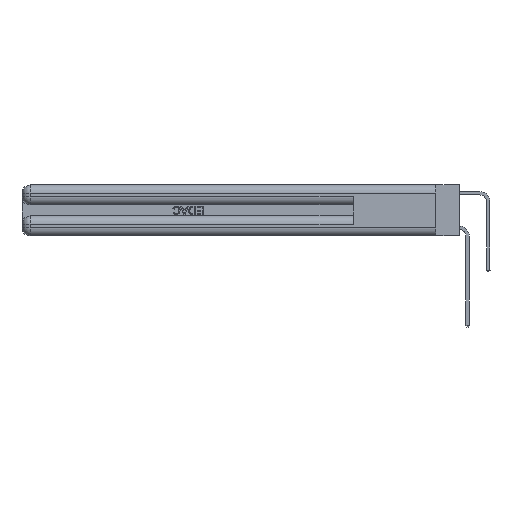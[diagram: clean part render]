
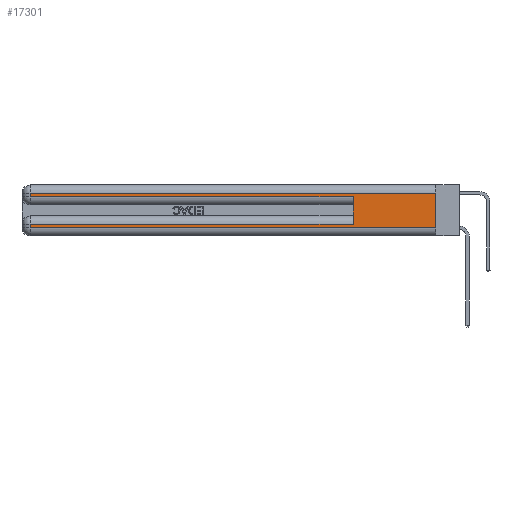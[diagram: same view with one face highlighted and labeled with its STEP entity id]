
A CAD part, left-side view. The second image highlights one B-rep face of the part: STEP entity #17301.
In plain terms, the highlighted planar face has unit normal (-1, 0, 0).
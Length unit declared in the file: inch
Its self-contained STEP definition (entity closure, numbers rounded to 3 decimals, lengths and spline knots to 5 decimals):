
#148 = DIRECTION ( 'NONE',  ( 0., 0., -1. ) ) ;
#458 = VERTEX_POINT ( 'NONE', #14596 ) ;
#503 = CARTESIAN_POINT ( 'NONE',  ( 0., 0., 0.285 ) ) ;
#507 = LINE ( 'NONE', #21861, #32415 ) ;
#1284 = CARTESIAN_POINT ( 'NONE',  ( 0., 2.94, 0.285 ) ) ;
#1360 = DIRECTION ( 'NONE',  ( 0., 0., 1. ) ) ;
#1381 = DIRECTION ( 'NONE',  ( 0., 1., 0. ) ) ;
#1899 = LINE ( 'NONE', #10975, #4590 ) ;
#2985 = CARTESIAN_POINT ( 'NONE',  ( 0., 0.6, 0.285 ) ) ;
#3680 = VECTOR ( 'NONE', #5982, 39.37008 ) ;
#4309 = CARTESIAN_POINT ( 'NONE',  ( 0., 0.6, 0.145 ) ) ;
#4590 = VECTOR ( 'NONE', #14151, 39.37008 ) ;
#4972 = AXIS2_PLACEMENT_3D ( 'NONE', #26755, #33121, #8705 ) ;
#5165 = EDGE_CURVE ( 'NONE', #26019, #33546, #33164, .T. ) ;
#5982 = DIRECTION ( 'NONE',  ( 0., 0., -1. ) ) ;
#6632 = ORIENTED_EDGE ( 'NONE', *, *, #5165, .T. ) ;
#6636 = LINE ( 'NONE', #33247, #16636 ) ;
#7500 = EDGE_CURVE ( 'NONE', #14568, #26019, #1899, .T. ) ;
#8555 = EDGE_CURVE ( 'NONE', #14568, #458, #6636, .T. ) ;
#8582 = ORIENTED_EDGE ( 'NONE', *, *, #22817, .T. ) ;
#8705 = DIRECTION ( 'NONE',  ( 0., 0., -1. ) ) ;
#10023 = LINE ( 'NONE', #4309, #36239 ) ;
#10060 = CARTESIAN_POINT ( 'NONE',  ( 0., 0.6, 0.085 ) ) ;
#10975 = CARTESIAN_POINT ( 'NONE',  ( 0., 0., 0.31 ) ) ;
#11262 = CARTESIAN_POINT ( 'NONE',  ( 0., 0., 0.31 ) ) ;
#11595 = VERTEX_POINT ( 'NONE', #2985 ) ;
#11655 = LINE ( 'NONE', #503, #29481 ) ;
#11698 = VERTEX_POINT ( 'NONE', #10060 ) ;
#12015 = EDGE_CURVE ( 'NONE', #33546, #11595, #11655, .T. ) ;
#12753 = DIRECTION ( 'NONE',  ( 0., -1., 0. ) ) ;
#14151 = DIRECTION ( 'NONE',  ( 0., 1., 0. ) ) ;
#14568 = VERTEX_POINT ( 'NONE', #11262 ) ;
#14596 = CARTESIAN_POINT ( 'NONE',  ( 0., 0., 0.06 ) ) ;
#15090 = EDGE_CURVE ( 'NONE', #11698, #11595, #10023, .T. ) ;
#16629 = VECTOR ( 'NONE', #17118, 39.37008 ) ;
#16636 = VECTOR ( 'NONE', #148, 39.37008 ) ;
#16764 = ORIENTED_EDGE ( 'NONE', *, *, #24686, .T. ) ;
#16893 = ORIENTED_EDGE ( 'NONE', *, *, #12015, .T. ) ;
#17118 = DIRECTION ( 'NONE',  ( 0., -1., 0. ) ) ;
#17301 = ADVANCED_FACE ( 'NONE', ( #34752 ), #35493, .F. ) ;
#20274 = VECTOR ( 'NONE', #1381, 39.37008 ) ;
#21861 = CARTESIAN_POINT ( 'NONE',  ( 0., 2.94, 0.37 ) ) ;
#22817 = EDGE_CURVE ( 'NONE', #38529, #26029, #507, .T. ) ;
#24686 = EDGE_CURVE ( 'NONE', #26029, #458, #34607, .T. ) ;
#26019 = VERTEX_POINT ( 'NONE', #37769 ) ;
#26029 = VERTEX_POINT ( 'NONE', #38172 ) ;
#26084 = ORIENTED_EDGE ( 'NONE', *, *, #8555, .F. ) ;
#26755 = CARTESIAN_POINT ( 'NONE',  ( 0., 0., 0.37 ) ) ;
#28811 = ORIENTED_EDGE ( 'NONE', *, *, #15090, .F. ) ;
#29481 = VECTOR ( 'NONE', #12753, 39.37008 ) ;
#29576 = CARTESIAN_POINT ( 'NONE',  ( 0., 2.94, 0.37 ) ) ;
#29775 = ORIENTED_EDGE ( 'NONE', *, *, #7500, .T. ) ;
#30814 = DIRECTION ( 'NONE',  ( 0., 0., -1. ) ) ;
#31186 = EDGE_CURVE ( 'NONE', #11698, #38529, #31915, .T. ) ;
#31306 = ORIENTED_EDGE ( 'NONE', *, *, #31186, .T. ) ;
#31915 = LINE ( 'NONE', #38218, #20274 ) ;
#32224 = CARTESIAN_POINT ( 'NONE',  ( 0., 0., 0.06 ) ) ;
#32415 = VECTOR ( 'NONE', #30814, 39.37008 ) ;
#33121 = DIRECTION ( 'NONE',  ( 1., 0., 0. ) ) ;
#33164 = LINE ( 'NONE', #29576, #3680 ) ;
#33247 = CARTESIAN_POINT ( 'NONE',  ( 0., 0., 0.37 ) ) ;
#33546 = VERTEX_POINT ( 'NONE', #1284 ) ;
#34607 = LINE ( 'NONE', #32224, #16629 ) ;
#34752 = FACE_OUTER_BOUND ( 'NONE', #36995, .T. ) ;
#35493 = PLANE ( 'NONE',  #4972 ) ;
#36239 = VECTOR ( 'NONE', #1360, 39.37008 ) ;
#36533 = CARTESIAN_POINT ( 'NONE',  ( 0., 2.94, 0.085 ) ) ;
#36995 = EDGE_LOOP ( 'NONE', ( #26084, #29775, #6632, #16893, #28811, #31306, #8582, #16764 ) ) ;
#37769 = CARTESIAN_POINT ( 'NONE',  ( 0., 2.94, 0.31 ) ) ;
#38172 = CARTESIAN_POINT ( 'NONE',  ( 0., 2.94, 0.06 ) ) ;
#38218 = CARTESIAN_POINT ( 'NONE',  ( 0., 0., 0.085 ) ) ;
#38529 = VERTEX_POINT ( 'NONE', #36533 ) ;
